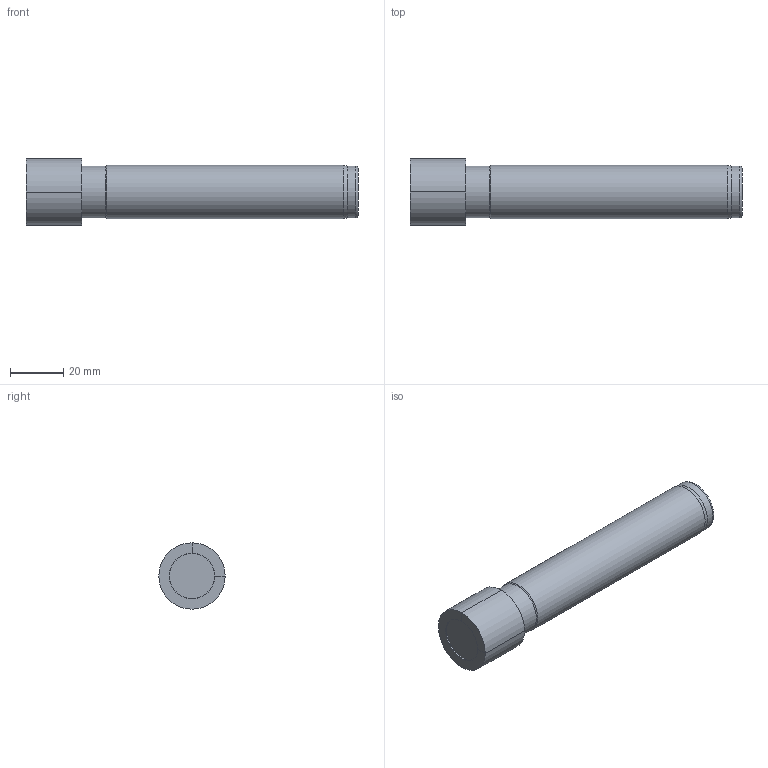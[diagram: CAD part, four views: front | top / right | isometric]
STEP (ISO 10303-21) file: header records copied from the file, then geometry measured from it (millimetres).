
FILE_DESCRIPTION(/* description */ (''),/* implementation_level */ '2;1');
FILE_NAME(/* name */ 'ATM-C21-D25-W20-L125-Z01-H.stp',/* time_stamp */ '2023-09-30T00:44:47+03:00',/* author */ (''),/* organization */ (''),/* preprocessor_version */ 'ST-DEVELOPER v19.4',/* originating_system */ 'SIEMENS PLM Software NX2306.5001',/* authorisation */ '');
FILE_SCHEMA (('AUTOMOTIVE_DESIGN { 1 0 10303 214 3 1 1 1 }'));
Length unit declared in the file: millimetre
Products named in the file (1): ATM-C21-D25-W20-L125-Z01-H-LIGHT_x_t_objects
Bounding box: 125 x 25 x 25 mm (x, y, z)
Volume: 43962 mm3; surface area: 11586.4 mm2
Topology: 2 solids, 2 shells, 18 faces, 33 edges, 17 vertices
Faces by surface type: cylinder 7, plane 6, cone 3, torus 2
Full cylindrical faces by diameter (mm): 19.5 x2, 20 x1
Entity records: 436 total; most frequent: DIRECTION 80, CARTESIAN_POINT 61, ORIENTED_EDGE 50, AXIS2_PLACEMENT_3D 36, EDGE_LOOP 26, EDGE_CURVE 25, ADVANCED_FACE 18, CIRCLE 17
